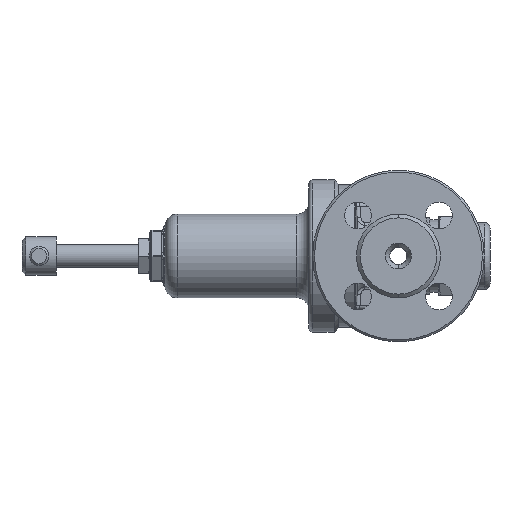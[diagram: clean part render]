
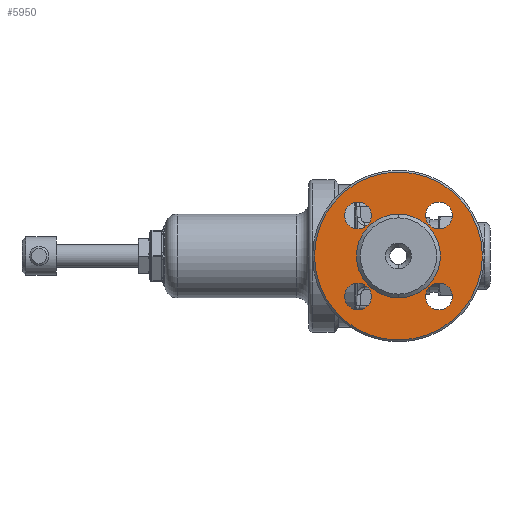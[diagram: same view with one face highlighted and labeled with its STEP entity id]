
A CAD part, left-side view. The second image highlights one B-rep face of the part: STEP entity #5950.
In plain terms, the highlighted planar face has unit normal (-1, 0, 0).
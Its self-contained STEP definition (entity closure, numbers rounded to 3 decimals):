
#434 = DIRECTION ( 'NONE',  ( -1., 0., 0. ) ) ;
#506 = DIRECTION ( 'NONE',  ( 1., 0., 0. ) ) ;
#663 = CIRCLE ( 'NONE', #3083, 7. ) ;
#710 = EDGE_CURVE ( 'NONE', #12610, #3449, #976, .T. ) ;
#797 = CARTESIAN_POINT ( 'NONE',  ( -63., 21.213, 28.213 ) ) ;
#903 = ORIENTED_EDGE ( 'NONE', *, *, #3080, .T. ) ;
#976 = CIRCLE ( 'NONE', #11075, 22. ) ;
#1161 = DIRECTION ( 'NONE',  ( 1., 0., 0. ) ) ;
#1242 = DIRECTION ( 'NONE',  ( 0., 0., 1. ) ) ;
#1341 = CARTESIAN_POINT ( 'NONE',  ( -63., -21.213, -28.213 ) ) ;
#1409 = AXIS2_PLACEMENT_3D ( 'NONE', #12151, #13633, #16225 ) ;
#1512 = DIRECTION ( 'NONE',  ( 0., 0., 1. ) ) ;
#1751 = EDGE_LOOP ( 'NONE', ( #2488, #903 ) ) ;
#1811 = CARTESIAN_POINT ( 'NONE',  ( -63., 21.213, -21.213 ) ) ;
#1855 = PLANE ( 'NONE',  #15414 ) ;
#2065 = AXIS2_PLACEMENT_3D ( 'NONE', #10809, #13267, #2864 ) ;
#2300 = CIRCLE ( 'NONE', #16247, 7. ) ;
#2419 = CARTESIAN_POINT ( 'NONE',  ( -63., 21.213, -28.213 ) ) ;
#2447 = ORIENTED_EDGE ( 'NONE', *, *, #10795, .T. ) ;
#2488 = ORIENTED_EDGE ( 'NONE', *, *, #11929, .T. ) ;
#2505 = DIRECTION ( 'NONE',  ( -1., 0., 0. ) ) ;
#2516 = DIRECTION ( 'NONE',  ( 1., 0., 0. ) ) ;
#2687 = EDGE_CURVE ( 'NONE', #5467, #11006, #14252, .T. ) ;
#2834 = CIRCLE ( 'NONE', #9101, 7. ) ;
#2864 = DIRECTION ( 'NONE',  ( 0., 0., 1. ) ) ;
#2880 = ORIENTED_EDGE ( 'NONE', *, *, #15925, .T. ) ;
#3080 = EDGE_CURVE ( 'NONE', #12695, #11549, #10561, .T. ) ;
#3083 = AXIS2_PLACEMENT_3D ( 'NONE', #10463, #1161, #12991 ) ;
#3127 = DIRECTION ( 'NONE',  ( 0., 0., 1. ) ) ;
#3135 = DIRECTION ( 'NONE',  ( 0., 0., 1. ) ) ;
#3191 = EDGE_LOOP ( 'NONE', ( #12364, #14255 ) ) ;
#3214 = CIRCLE ( 'NONE', #13600, 7. ) ;
#3292 = ORIENTED_EDGE ( 'NONE', *, *, #9021, .T. ) ;
#3449 = VERTEX_POINT ( 'NONE', #9089 ) ;
#3705 = FACE_OUTER_BOUND ( 'NONE', #1751, .T. ) ;
#3756 = EDGE_LOOP ( 'NONE', ( #10268, #9628 ) ) ;
#3810 = CARTESIAN_POINT ( 'NONE',  ( -63., 21.213, 21.213 ) ) ;
#4169 = AXIS2_PLACEMENT_3D ( 'NONE', #6626, #5408, #1512 ) ;
#4441 = CARTESIAN_POINT ( 'NONE',  ( -63., 22., 0. ) ) ;
#4500 = CARTESIAN_POINT ( 'NONE',  ( -63., 0., 0. ) ) ;
#5011 = CARTESIAN_POINT ( 'NONE',  ( -63., -21.213, 14.213 ) ) ;
#5060 = EDGE_CURVE ( 'NONE', #9284, #15149, #7004, .T. ) ;
#5138 = DIRECTION ( 'NONE',  ( 0., 0., 1. ) ) ;
#5175 = AXIS2_PLACEMENT_3D ( 'NONE', #12442, #13915, #13691 ) ;
#5408 = DIRECTION ( 'NONE',  ( -1., 0., 0. ) ) ;
#5467 = VERTEX_POINT ( 'NONE', #14692 ) ;
#5950 = ADVANCED_FACE ( 'NONE', ( #14574, #7201, #10294, #11104, #3705, #10896 ), #1855, .T. ) ;
#6175 = AXIS2_PLACEMENT_3D ( 'NONE', #7110, #506, #12400 ) ;
#6626 = CARTESIAN_POINT ( 'NONE',  ( -63., 0., 0. ) ) ;
#6846 = VERTEX_POINT ( 'NONE', #13374 ) ;
#6929 = CIRCLE ( 'NONE', #6175, 7. ) ;
#7004 = CIRCLE ( 'NONE', #5175, 7. ) ;
#7028 = DIRECTION ( 'NONE',  ( 0., 0., 1. ) ) ;
#7110 = CARTESIAN_POINT ( 'NONE',  ( -63., -21.213, 21.213 ) ) ;
#7201 = FACE_BOUND ( 'NONE', #3191, .T. ) ;
#7960 = CIRCLE ( 'NONE', #11093, 44. ) ;
#8103 = VERTEX_POINT ( 'NONE', #15278 ) ;
#8169 = AXIS2_PLACEMENT_3D ( 'NONE', #3810, #16970, #5138 ) ;
#8704 = VERTEX_POINT ( 'NONE', #5011 ) ;
#9021 = EDGE_CURVE ( 'NONE', #8103, #16610, #2834, .T. ) ;
#9077 = EDGE_LOOP ( 'NONE', ( #15949, #10125 ) ) ;
#9089 = CARTESIAN_POINT ( 'NONE',  ( -63., 0., -22. ) ) ;
#9101 = AXIS2_PLACEMENT_3D ( 'NONE', #9584, #9708, #3135 ) ;
#9209 = CARTESIAN_POINT ( 'NONE',  ( -63., 21.213, 14.213 ) ) ;
#9284 = VERTEX_POINT ( 'NONE', #9209 ) ;
#9371 = CIRCLE ( 'NONE', #4169, 22. ) ;
#9584 = CARTESIAN_POINT ( 'NONE',  ( -63., 21.213, -21.213 ) ) ;
#9628 = ORIENTED_EDGE ( 'NONE', *, *, #13400, .T. ) ;
#9708 = DIRECTION ( 'NONE',  ( 1., 0., 0. ) ) ;
#10125 = ORIENTED_EDGE ( 'NONE', *, *, #710, .F. ) ;
#10268 = ORIENTED_EDGE ( 'NONE', *, *, #5060, .T. ) ;
#10294 = FACE_BOUND ( 'NONE', #12087, .T. ) ;
#10391 = CARTESIAN_POINT ( 'NONE',  ( -63., -21.213, 21.213 ) ) ;
#10463 = CARTESIAN_POINT ( 'NONE',  ( -63., -21.213, -21.213 ) ) ;
#10561 = CIRCLE ( 'NONE', #2065, 44. ) ;
#10795 = EDGE_CURVE ( 'NONE', #16610, #8103, #3214, .T. ) ;
#10809 = CARTESIAN_POINT ( 'NONE',  ( -63., 0., 0. ) ) ;
#10896 = FACE_BOUND ( 'NONE', #9077, .T. ) ;
#11006 = VERTEX_POINT ( 'NONE', #1341 ) ;
#11007 = DIRECTION ( 'NONE',  ( 1., 0., 0. ) ) ;
#11075 = AXIS2_PLACEMENT_3D ( 'NONE', #4500, #12437, #7028 ) ;
#11093 = AXIS2_PLACEMENT_3D ( 'NONE', #14256, #2505, #1242 ) ;
#11104 = FACE_BOUND ( 'NONE', #3756, .T. ) ;
#11549 = VERTEX_POINT ( 'NONE', #15850 ) ;
#11648 = DIRECTION ( 'NONE',  ( 0., 0., 1. ) ) ;
#11813 = CIRCLE ( 'NONE', #8169, 7. ) ;
#11929 = EDGE_CURVE ( 'NONE', #11549, #12695, #7960, .T. ) ;
#12087 = EDGE_LOOP ( 'NONE', ( #12809, #2880 ) ) ;
#12151 = CARTESIAN_POINT ( 'NONE',  ( -63., -21.213, -21.213 ) ) ;
#12364 = ORIENTED_EDGE ( 'NONE', *, *, #15529, .T. ) ;
#12400 = DIRECTION ( 'NONE',  ( 0., 0., 1. ) ) ;
#12406 = EDGE_CURVE ( 'NONE', #3449, #12610, #9371, .T. ) ;
#12437 = DIRECTION ( 'NONE',  ( -1., 0., 0. ) ) ;
#12442 = CARTESIAN_POINT ( 'NONE',  ( -63., 21.213, 21.213 ) ) ;
#12597 = CARTESIAN_POINT ( 'NONE',  ( -63., 0., 22. ) ) ;
#12610 = VERTEX_POINT ( 'NONE', #12597 ) ;
#12695 = VERTEX_POINT ( 'NONE', #14512 ) ;
#12809 = ORIENTED_EDGE ( 'NONE', *, *, #16910, .T. ) ;
#12991 = DIRECTION ( 'NONE',  ( 0., 0., 1. ) ) ;
#13267 = DIRECTION ( 'NONE',  ( -1., 0., 0. ) ) ;
#13374 = CARTESIAN_POINT ( 'NONE',  ( -63., -21.213, 28.213 ) ) ;
#13400 = EDGE_CURVE ( 'NONE', #15149, #9284, #11813, .T. ) ;
#13600 = AXIS2_PLACEMENT_3D ( 'NONE', #1811, #11007, #3127 ) ;
#13633 = DIRECTION ( 'NONE',  ( 1., 0., 0. ) ) ;
#13691 = DIRECTION ( 'NONE',  ( 0., 0., 1. ) ) ;
#13845 = EDGE_LOOP ( 'NONE', ( #2447, #3292 ) ) ;
#13915 = DIRECTION ( 'NONE',  ( 1., 0., 0. ) ) ;
#14252 = CIRCLE ( 'NONE', #1409, 7. ) ;
#14255 = ORIENTED_EDGE ( 'NONE', *, *, #2687, .T. ) ;
#14256 = CARTESIAN_POINT ( 'NONE',  ( -63., 0., 0. ) ) ;
#14512 = CARTESIAN_POINT ( 'NONE',  ( -63., 0., 44. ) ) ;
#14574 = FACE_BOUND ( 'NONE', #13845, .T. ) ;
#14692 = CARTESIAN_POINT ( 'NONE',  ( -63., -21.213, -14.213 ) ) ;
#14883 = DIRECTION ( 'NONE',  ( 0., 0., 1. ) ) ;
#15149 = VERTEX_POINT ( 'NONE', #797 ) ;
#15278 = CARTESIAN_POINT ( 'NONE',  ( -63., 21.213, -14.213 ) ) ;
#15414 = AXIS2_PLACEMENT_3D ( 'NONE', #4441, #434, #14883 ) ;
#15529 = EDGE_CURVE ( 'NONE', #11006, #5467, #663, .T. ) ;
#15850 = CARTESIAN_POINT ( 'NONE',  ( -63., 0., -44. ) ) ;
#15925 = EDGE_CURVE ( 'NONE', #6846, #8704, #2300, .T. ) ;
#15949 = ORIENTED_EDGE ( 'NONE', *, *, #12406, .F. ) ;
#16225 = DIRECTION ( 'NONE',  ( 0., 0., 1. ) ) ;
#16247 = AXIS2_PLACEMENT_3D ( 'NONE', #10391, #2516, #11648 ) ;
#16610 = VERTEX_POINT ( 'NONE', #2419 ) ;
#16910 = EDGE_CURVE ( 'NONE', #8704, #6846, #6929, .T. ) ;
#16970 = DIRECTION ( 'NONE',  ( 1., 0., 0. ) ) ;
